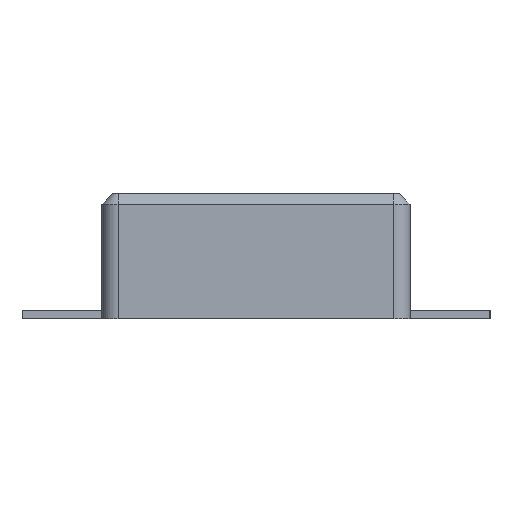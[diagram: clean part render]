
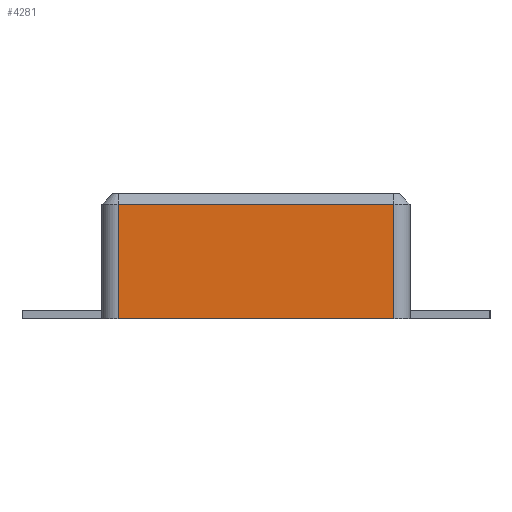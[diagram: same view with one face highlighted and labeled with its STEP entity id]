
A CAD part, left-side view. The second image highlights one B-rep face of the part: STEP entity #4281.
In plain terms, the highlighted planar face has unit normal (-1, 0, 0).
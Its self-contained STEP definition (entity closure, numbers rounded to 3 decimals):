
#2929 = VERTEX_POINT('',#2930);
#2930 = CARTESIAN_POINT('',(-4.975,1.265,0.));
#2937 = EDGE_CURVE('',#2929,#2938,#2940,.T.);
#2938 = VERTEX_POINT('',#2939);
#2939 = CARTESIAN_POINT('',(-4.975,1.265,1.05));
#2940 = LINE('',#2941,#2942);
#2941 = CARTESIAN_POINT('',(-4.975,1.265,0.));
#2942 = VECTOR('',#2943,1.);
#2943 = DIRECTION('',(0.,0.,1.));
#2963 = VERTEX_POINT('',#2964);
#2964 = CARTESIAN_POINT('',(-4.975,-1.265,0.));
#2971 = EDGE_CURVE('',#2929,#2963,#2972,.T.);
#2972 = LINE('',#2973,#2974);
#2973 = CARTESIAN_POINT('',(-4.975,1.415,0.));
#2974 = VECTOR('',#2975,1.);
#2975 = DIRECTION('',(0.,-1.,0.));
#4281 = ADVANCED_FACE('',(#4282),#4300,.F.);
#4282 = FACE_BOUND('',#4283,.F.);
#4283 = EDGE_LOOP('',(#4284,#4285,#4293,#4299));
#4284 = ORIENTED_EDGE('',*,*,#2937,.T.);
#4285 = ORIENTED_EDGE('',*,*,#4286,.F.);
#4286 = EDGE_CURVE('',#4287,#2938,#4289,.T.);
#4287 = VERTEX_POINT('',#4288);
#4288 = CARTESIAN_POINT('',(-4.975,-1.265,1.05));
#4289 = LINE('',#4290,#4291);
#4290 = CARTESIAN_POINT('',(-4.975,-1.265,1.05));
#4291 = VECTOR('',#4292,1.);
#4292 = DIRECTION('',(0.,1.,0.));
#4293 = ORIENTED_EDGE('',*,*,#4294,.F.);
#4294 = EDGE_CURVE('',#2963,#4287,#4295,.T.);
#4295 = LINE('',#4296,#4297);
#4296 = CARTESIAN_POINT('',(-4.975,-1.265,0.));
#4297 = VECTOR('',#4298,1.);
#4298 = DIRECTION('',(0.,0.,1.));
#4299 = ORIENTED_EDGE('',*,*,#2971,.F.);
#4300 = PLANE('',#4301);
#4301 = AXIS2_PLACEMENT_3D('',#4302,#4303,#4304);
#4302 = CARTESIAN_POINT('',(-4.975,1.415,0.));
#4303 = DIRECTION('',(1.,0.,0.));
#4304 = DIRECTION('',(0.,-1.,0.));
